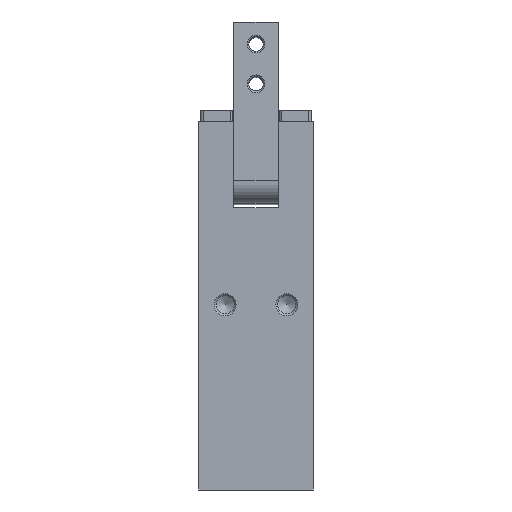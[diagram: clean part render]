
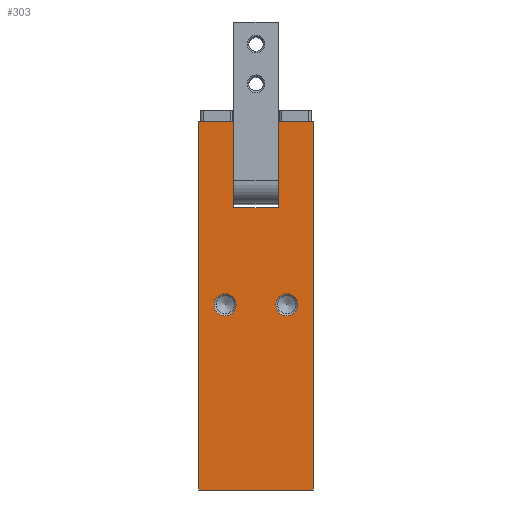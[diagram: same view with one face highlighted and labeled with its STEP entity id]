
A CAD part, left-side view. The second image highlights one B-rep face of the part: STEP entity #303.
In plain terms, the highlighted planar face has unit normal (-1, 0, 0).
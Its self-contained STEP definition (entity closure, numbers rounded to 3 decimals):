
#303 = ADVANCED_FACE( '', ( #630, #631, #632 ), #633, .F. );
#630 = FACE_BOUND( '', #995, .T. );
#631 = FACE_BOUND( '', #996, .T. );
#632 = FACE_OUTER_BOUND( '', #997, .T. );
#633 = PLANE( '', #998 );
#995 = EDGE_LOOP( '', ( #2002 ) );
#996 = EDGE_LOOP( '', ( #2003 ) );
#997 = EDGE_LOOP( '', ( #2004, #2005, #2006, #2007, #2008, #2009, #2010, #2011 ) );
#998 = AXIS2_PLACEMENT_3D( '', #2012, #2013, #2014 );
#2002 = ORIENTED_EDGE( '', *, *, #2286, .F. );
#2003 = ORIENTED_EDGE( '', *, *, #2290, .F. );
#2004 = ORIENTED_EDGE( '', *, *, #2200, .F. );
#2005 = ORIENTED_EDGE( '', *, *, #2361, .T. );
#2006 = ORIENTED_EDGE( '', *, *, #2335, .T. );
#2007 = ORIENTED_EDGE( '', *, *, #2476, .F. );
#2008 = ORIENTED_EDGE( '', *, *, #2248, .F. );
#2009 = ORIENTED_EDGE( '', *, *, #2284, .F. );
#2010 = ORIENTED_EDGE( '', *, *, #2272, .F. );
#2011 = ORIENTED_EDGE( '', *, *, #2278, .T. );
#2012 = CARTESIAN_POINT( '', ( -24., 13., 86. ) );
#2013 = DIRECTION( '', ( 1., 0., 0. ) );
#2014 = DIRECTION( '', ( 0., 0., -1. ) );
#2200 = EDGE_CURVE( '', #2567, #2569, #2570, .T. );
#2248 = EDGE_CURVE( '', #2663, #2665, #2666, .T. );
#2272 = EDGE_CURVE( '', #2711, #2712, #2713, .T. );
#2278 = EDGE_CURVE( '', #2711, #2569, #2723, .T. );
#2284 = EDGE_CURVE( '', #2712, #2663, #2731, .T. );
#2286 = EDGE_CURVE( '', #2733, #2733, #2734, .T. );
#2290 = EDGE_CURVE( '', #2739, #2739, #2740, .T. );
#2335 = EDGE_CURVE( '', #2811, #2812, #2813, .T. );
#2361 = EDGE_CURVE( '', #2567, #2811, #2861, .T. );
#2476 = EDGE_CURVE( '', #2665, #2812, #3028, .T. );
#2567 = VERTEX_POINT( '', #3161 );
#2569 = VERTEX_POINT( '', #3164 );
#2570 = LINE( '', #3165, #3166 );
#2663 = VERTEX_POINT( '', #3282 );
#2665 = VERTEX_POINT( '', #3285 );
#2666 = LINE( '', #3286, #3287 );
#2711 = VERTEX_POINT( '', #3343 );
#2712 = VERTEX_POINT( '', #3344 );
#2713 = LINE( '', #3345, #3346 );
#2723 = LINE( '', #3359, #3360 );
#2731 = LINE( '', #3371, #3372 );
#2733 = VERTEX_POINT( '', #3375 );
#2734 = CIRCLE( '', #3376, 2.5 );
#2739 = VERTEX_POINT( '', #3381 );
#2740 = CIRCLE( '', #3382, 2.5 );
#2811 = VERTEX_POINT( '', #3461 );
#2812 = VERTEX_POINT( '', #3462 );
#2813 = LINE( '', #3463, #3464 );
#2861 = LINE( '', #3534, #3535 );
#3028 = LINE( '', #3788, #3789 );
#3161 = CARTESIAN_POINT( '', ( -24., 13., 83.5 ) );
#3164 = CARTESIAN_POINT( '', ( -24., 5., 83.5 ) );
#3165 = CARTESIAN_POINT( '', ( -24., 13., 83.5 ) );
#3166 = VECTOR( '', #3914, 1000. );
#3282 = CARTESIAN_POINT( '', ( -24., -5., 83.5 ) );
#3285 = CARTESIAN_POINT( '', ( -24., -13., 83.5 ) );
#3286 = CARTESIAN_POINT( '', ( -24., 13., 83.5 ) );
#3287 = VECTOR( '', #4008, 1000. );
#3343 = CARTESIAN_POINT( '', ( -24., 5., 64. ) );
#3344 = CARTESIAN_POINT( '', ( -24., -5., 64. ) );
#3345 = CARTESIAN_POINT( '', ( -24., 5., 64. ) );
#3346 = VECTOR( '', #4056, 1000. );
#3359 = CARTESIAN_POINT( '', ( -24., 5., 64. ) );
#3360 = VECTOR( '', #4066, 1000. );
#3371 = CARTESIAN_POINT( '', ( -24., -5., 64. ) );
#3372 = VECTOR( '', #4076, 1000. );
#3375 = CARTESIAN_POINT( '', ( -24., -7., 44.5 ) );
#3376 = AXIS2_PLACEMENT_3D( '', #4078, #4079, #4080 );
#3381 = CARTESIAN_POINT( '', ( -24., 7., 44.5 ) );
#3382 = AXIS2_PLACEMENT_3D( '', #4087, #4088, #4089 );
#3461 = CARTESIAN_POINT( '', ( -24., 13., 0. ) );
#3462 = CARTESIAN_POINT( '', ( -24., -13., 0. ) );
#3463 = CARTESIAN_POINT( '', ( -24., 13., 0. ) );
#3464 = VECTOR( '', #4185, 1000. );
#3534 = CARTESIAN_POINT( '', ( -24., 13., 86. ) );
#3535 = VECTOR( '', #4217, 1000. );
#3788 = CARTESIAN_POINT( '', ( -24., -13., 86. ) );
#3789 = VECTOR( '', #4388, 1000. );
#3914 = DIRECTION( '', ( 0., -1., 0. ) );
#4008 = DIRECTION( '', ( 0., -1., 0. ) );
#4056 = DIRECTION( '', ( 0., -1., 0. ) );
#4066 = DIRECTION( '', ( 0., 0., 1. ) );
#4076 = DIRECTION( '', ( 0., 0., 1. ) );
#4078 = CARTESIAN_POINT( '', ( -24., -7., 42. ) );
#4079 = DIRECTION( '', ( -1., 0., 0. ) );
#4080 = DIRECTION( '', ( 0., 0., 1. ) );
#4087 = CARTESIAN_POINT( '', ( -24., 7., 42. ) );
#4088 = DIRECTION( '', ( -1., 0., 0. ) );
#4089 = DIRECTION( '', ( 0., 0., 1. ) );
#4185 = DIRECTION( '', ( 0., -1., 0. ) );
#4217 = DIRECTION( '', ( 0., 0., -1. ) );
#4388 = DIRECTION( '', ( 0., 0., -1. ) );
